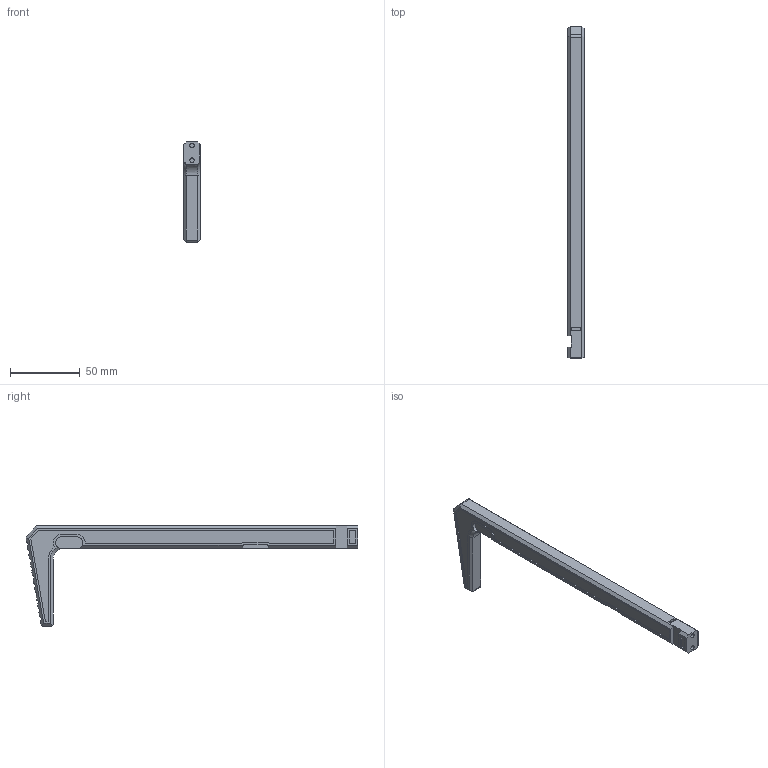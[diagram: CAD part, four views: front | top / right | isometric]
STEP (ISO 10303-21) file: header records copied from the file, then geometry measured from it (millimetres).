
FILE_DESCRIPTION(/* description */ (''),/* implementation_level */ '2;1');
FILE_NAME(/* name */ '38.2-stock-bar-textured-0.6mm.step',/* time_stamp */ '2022-04-06T21:27:05+01:00',/* author */ (''),/* organization */ (''),/* preprocessor_version */ 'ST-DEVELOPER v18.1',/* originating_system */ 'Autodesk Translation Framework v10.13.0.1454',/* authorisation */ '');
FILE_SCHEMA (('AUTOMOTIVE_DESIGN { 1 0 10303 214 3 1 1 }'));
Length unit declared in the file: millimetre
Products named in the file (1): 38.2-stock-bar-textured-0.6mm
Bounding box: 12 x 237.89 x 72 mm (x, y, z)
Volume: 48278.8 mm3; surface area: 16342.3 mm2
Topology: 1 solids, 1 shells, 112 faces, 311 edges, 207 vertices
Faces by surface type: plane 81, cylinder 29, cone 2
Full cylindrical faces by diameter (mm): 3.2 x4
Entity records: 3642 total; most frequent: CARTESIAN_POINT 640, ORIENTED_EDGE 622, DIRECTION 608, EDGE_CURVE 311, LINE 238, VECTOR 238, VERTEX_POINT 207, AXIS2_PLACEMENT_3D 185
